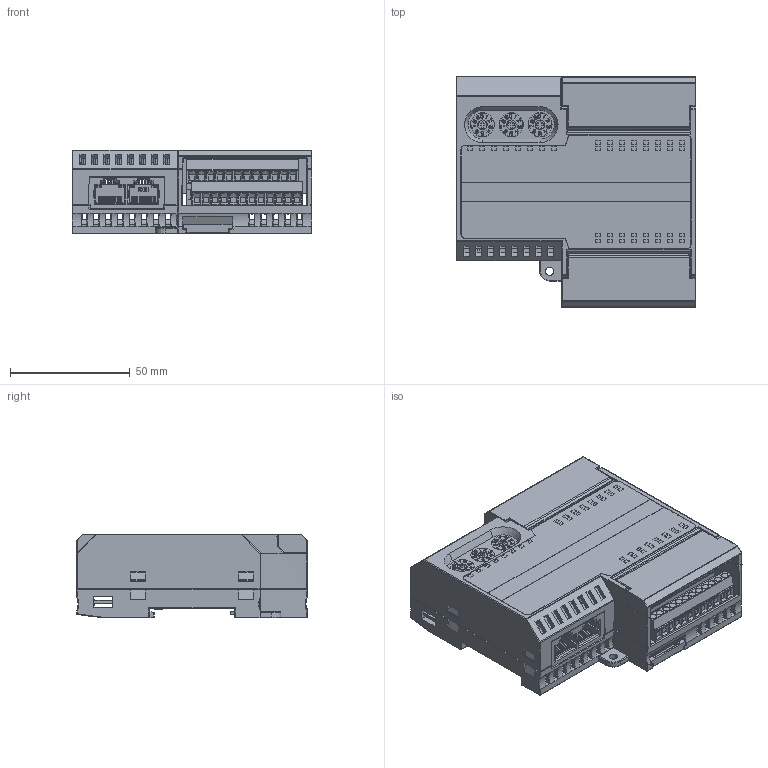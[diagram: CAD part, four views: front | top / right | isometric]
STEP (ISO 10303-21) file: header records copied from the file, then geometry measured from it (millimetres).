
FILE_DESCRIPTION((''),'2;1');
FILE_NAME('SH768_ASM_SW0002_1_1','2023-04-19T14:17:55',('董'),(''),'CREO PARAMETRIC BY PTC INC, 2020033','CREO PARAMETRIC BY PTC INC, 2020033','');
FILE_SCHEMA(('CONFIG_CONTROL_DESIGN'));
Products named in the file (1): SH768_ASM_SW0002_1_1
Bounding box: 100 x 96 x 35 mm (x, y, z)
Volume: 98678.8 mm3; surface area: 105408.6 mm2
Topology: 1 solids, 1 shells, 6229 faces, 16941 edges, 10920 vertices
Faces by surface type: plane 4780, cylinder 1061, cone 142, bspline 94, torus 88, sphere 59, extrusion 5
Entity records: 198075 total; most frequent: CARTESIAN_POINT 41420, ORIENTED_EDGE 33752, DIRECTION 30265, EDGE_CURVE 16876, VECTOR 13775, LINE 13770, VERTEX_POINT 10920, AXIS2_PLACEMENT_3D 8245
